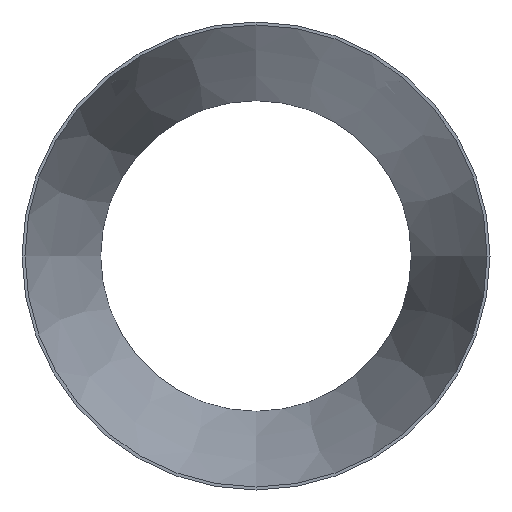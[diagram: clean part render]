
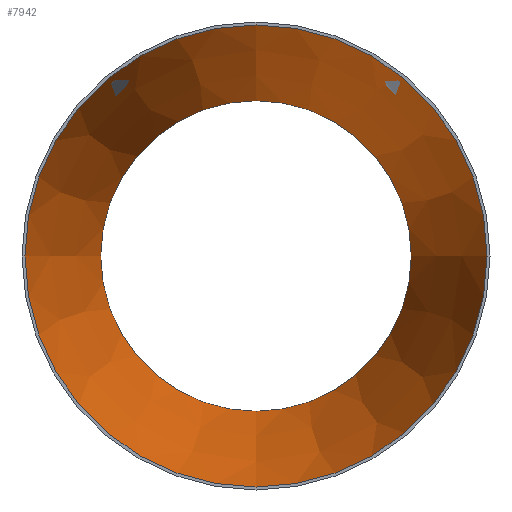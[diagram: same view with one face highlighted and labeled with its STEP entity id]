
A CAD part, front view. The second image highlights one B-rep face of the part: STEP entity #7942.
In plain terms, the highlighted conical face has half-angle 14.474 degrees and reference radius 159.884 mm.
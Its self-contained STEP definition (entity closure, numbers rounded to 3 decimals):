
#1169 = CARTESIAN_POINT ( 'NONE',  ( 0., 0., -159.884 ) ) ;
#1461 = EDGE_CURVE ( 'NONE', #6822, #6822, #7543, .T. ) ;
#4060 = EDGE_LOOP ( 'NONE', ( #10507 ) ) ;
#4134 = CIRCLE ( 'NONE', #33926, 107.484 ) ;
#4426 = DIRECTION ( 'NONE',  ( 0., -1., 0. ) ) ;
#5734 = FACE_BOUND ( 'NONE', #31975, .T. ) ;
#6822 = VERTEX_POINT ( 'NONE', #1169 ) ;
#7160 = DIRECTION ( 'NONE',  ( 0., 0., -1. ) ) ;
#7543 = CIRCLE ( 'NONE', #20386, 159.884 ) ;
#7693 = ORIENTED_EDGE ( 'NONE', *, *, #34993, .F. ) ;
#7942 = ADVANCED_FACE ( 'NONE', ( #5734, #27843 ), #14622, .F. ) ;
#8680 = DIRECTION ( 'NONE',  ( 0., 0., -1. ) ) ;
#9841 = DIRECTION ( 'NONE',  ( 0., -1., 0. ) ) ;
#10507 = ORIENTED_EDGE ( 'NONE', *, *, #1461, .T. ) ;
#10571 = DIRECTION ( 'NONE',  ( 0., 0., -1. ) ) ;
#13986 = CARTESIAN_POINT ( 'NONE',  ( 0., 0., 0. ) ) ;
#14622 = CONICAL_SURFACE ( 'NONE', #35074, 159.884, 0.253 ) ;
#20386 = AXIS2_PLACEMENT_3D ( 'NONE', #32210, #4426, #7160 ) ;
#25178 = CARTESIAN_POINT ( 'NONE',  ( 0., 203., -107.484 ) ) ;
#25467 = DIRECTION ( 'NONE',  ( 0., -1., 0. ) ) ;
#27843 = FACE_OUTER_BOUND ( 'NONE', #4060, .T. ) ;
#31975 = EDGE_LOOP ( 'NONE', ( #7693 ) ) ;
#32210 = CARTESIAN_POINT ( 'NONE',  ( 0., 0., 0. ) ) ;
#32506 = CARTESIAN_POINT ( 'NONE',  ( 0., 203., 0. ) ) ;
#33926 = AXIS2_PLACEMENT_3D ( 'NONE', #32506, #9841, #10571 ) ;
#34463 = VERTEX_POINT ( 'NONE', #25178 ) ;
#34993 = EDGE_CURVE ( 'NONE', #34463, #34463, #4134, .T. ) ;
#35074 = AXIS2_PLACEMENT_3D ( 'NONE', #13986, #25467, #8680 ) ;
